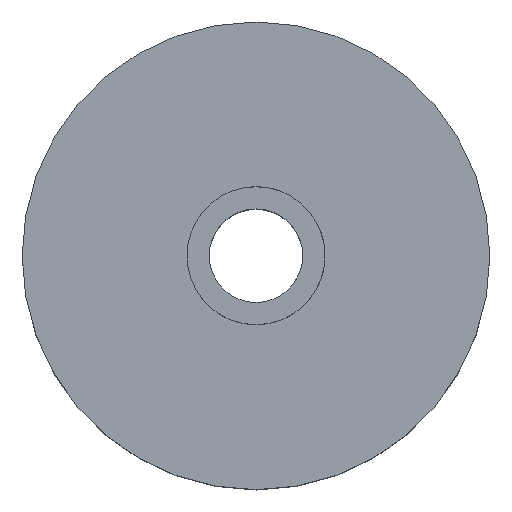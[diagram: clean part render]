
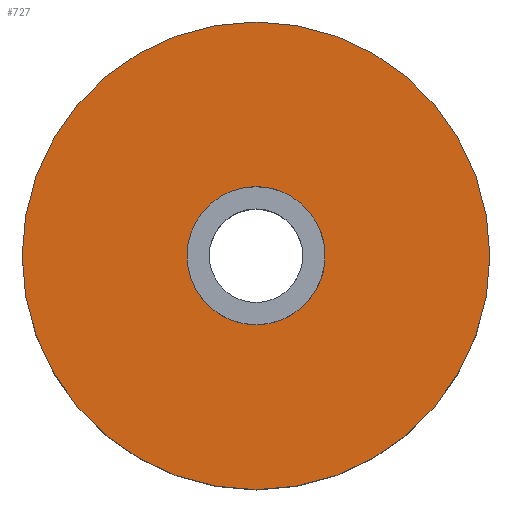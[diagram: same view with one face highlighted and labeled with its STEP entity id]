
A CAD part, top view. The second image highlights one B-rep face of the part: STEP entity #727.
In plain terms, the highlighted planar face has unit normal (0, 0, 1).
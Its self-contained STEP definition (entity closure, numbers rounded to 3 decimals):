
#59 = ORIENTED_EDGE ( 'NONE', *, *, #707, .F. ) ;
#60 = ORIENTED_EDGE ( 'NONE', *, *, #715, .F. ) ;
#61 = ORIENTED_EDGE ( 'NONE', *, *, #718, .F. ) ;
#62 = ORIENTED_EDGE ( 'NONE', *, *, #703, .F. ) ;
#103 = VERTEX_POINT ( 'NONE', #424 ) ;
#104 = VERTEX_POINT ( 'NONE', #423 ) ;
#105 = VERTEX_POINT ( 'NONE', #422 ) ;
#106 = VERTEX_POINT ( 'NONE', #421 ) ;
#121 = EDGE_LOOP ( 'NONE', ( #61, #62 ) ) ;
#127 = EDGE_LOOP ( 'NONE', ( #59, #60 ) ) ;
#157 = DIRECTION ( 'NONE',  ( -1., 0., 0. ) ) ;
#158 = DIRECTION ( 'NONE',  ( 0., 0., -1. ) ) ;
#159 = CARTESIAN_POINT ( 'NONE',  ( 0., 0., -6. ) ) ;
#166 = DIRECTION ( 'NONE',  ( -1., 0., 0. ) ) ;
#167 = DIRECTION ( 'NONE',  ( 0., 0., 1. ) ) ;
#168 = CARTESIAN_POINT ( 'NONE',  ( 0., 0., -6. ) ) ;
#214 = DIRECTION ( 'NONE',  ( -1., 0., 0. ) ) ;
#215 = DIRECTION ( 'NONE',  ( 0., 0., 1. ) ) ;
#216 = CARTESIAN_POINT ( 'NONE',  ( 0., 0., -6. ) ) ;
#253 = DIRECTION ( 'NONE',  ( -1., 0., 0. ) ) ;
#254 = DIRECTION ( 'NONE',  ( 0., 0., -1. ) ) ;
#255 = CARTESIAN_POINT ( 'NONE',  ( 0., 0., -6. ) ) ;
#421 = CARTESIAN_POINT ( 'NONE',  ( -5.9, 0., -6. ) ) ;
#422 = CARTESIAN_POINT ( 'NONE',  ( 5.9, 0., -6. ) ) ;
#423 = CARTESIAN_POINT ( 'NONE',  ( 20., 0., -6. ) ) ;
#424 = CARTESIAN_POINT ( 'NONE',  ( -20., 0., -6. ) ) ;
#442 = CARTESIAN_POINT ( 'NONE',  ( 0., 0., -6. ) ) ;
#445 = PLANE ( 'NONE',  #514 ) ;
#446 = DIRECTION ( 'NONE',  ( 0., 0., -1. ) ) ;
#447 = DIRECTION ( 'NONE',  ( -1., 0., 0. ) ) ;
#471 = FACE_OUTER_BOUND ( 'NONE', #121, .T. ) ;
#475 = FACE_BOUND ( 'NONE', #127, .T. ) ;
#502 = AXIS2_PLACEMENT_3D ( 'NONE', #159, #158, #157 ) ;
#514 = AXIS2_PLACEMENT_3D ( 'NONE', #442, #446, #447 ) ;
#529 = CIRCLE ( 'NONE', #537, 20. ) ;
#537 = AXIS2_PLACEMENT_3D ( 'NONE', #255, #254, #253 ) ;
#541 = AXIS2_PLACEMENT_3D ( 'NONE', #168, #167, #166 ) ;
#560 = CIRCLE ( 'NONE', #566, 5.9 ) ;
#562 = CIRCLE ( 'NONE', #541, 5.9 ) ;
#563 = CIRCLE ( 'NONE', #502, 20. ) ;
#566 = AXIS2_PLACEMENT_3D ( 'NONE', #216, #215, #214 ) ;
#703 = EDGE_CURVE ( 'NONE', #103, #104, #529, .T. ) ;
#707 = EDGE_CURVE ( 'NONE', #105, #106, #560, .T. ) ;
#715 = EDGE_CURVE ( 'NONE', #106, #105, #562, .T. ) ;
#718 = EDGE_CURVE ( 'NONE', #104, #103, #563, .T. ) ;
#727 = ADVANCED_FACE ( 'NONE', ( #475, #471 ), #445, .F. ) ;
